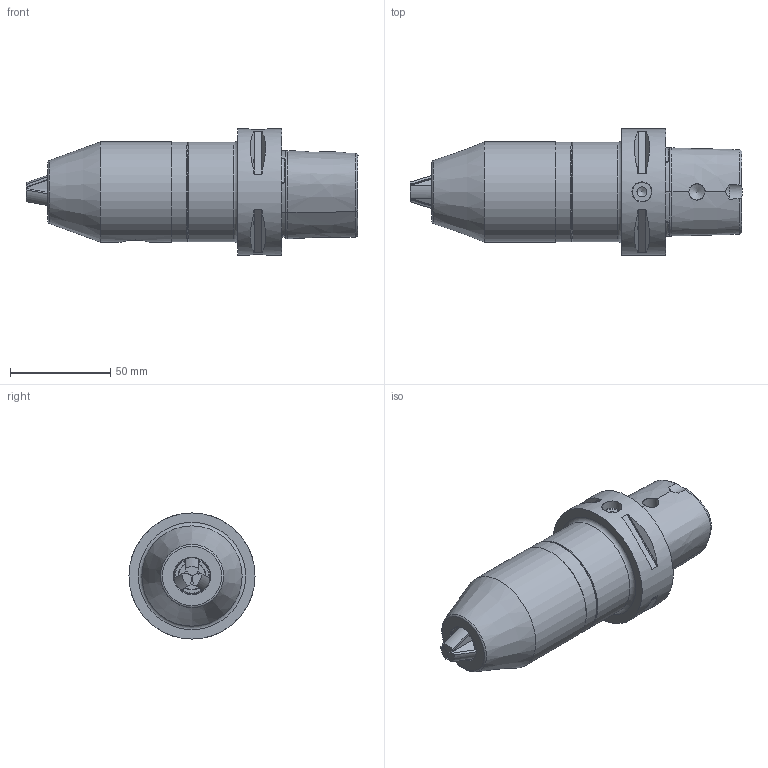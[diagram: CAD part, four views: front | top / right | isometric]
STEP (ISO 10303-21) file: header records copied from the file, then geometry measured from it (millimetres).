
FILE_DESCRIPTION(/* description */ (''),/* implementation_level */ '2;1');
FILE_NAME(/* name */ 'C6.15.13_Detail.stp',/* time_stamp */ '2023-03-28T09:24:49+02:00',/* author */ ('cad'),/* organization */ (''),/* preprocessor_version */ 'ST-DEVELOPER v18.1',/* originating_system */ 'Autodesk Inventor 2021',/* authorisation */ '');
FILE_SCHEMA (('AUTOMOTIVE_DESIGN { 1 0 10303 214 3 1 1 }'));
Length unit declared in the file: millimetre
Products named in the file (12): C6.15.13 ; 06_13_K; 1331402D------; 1331402-01F-; 1331402-0200H; 1331503-03B; 1331402-04D; 1331402-05C; 1331402-06F; 1331402-08B; SB01-8001; 1332401-103E
Assembly tree (13 placements, depth 3):
  C6.15.13 
    06_13_K
    1331402D------
      1331402-01F-
      1331402-0200H
      1331503-03B
      1331402-04D
      1331402-05C
      1331402-06F
      1331402-08B
      1332401-103E  x3
      SB01-8001
Bounding box: 165.98 x 63 x 63 mm (x, y, z)
Volume: 238409.6 mm3; surface area: 76518.5 mm2
Topology: 12 solids, 12 shells, 807 faces, 2354 edges, 1586 vertices
Faces by surface type: plane 313, cylinder 252, cone 164, torus 53, bspline 25
Full cylindrical faces by diameter (mm): 1.5 x2, 2 x6, 3 x2, 5 x3, 8 x2, 8.1 x2, 9 x1, 9.5 x2, 9.8 x2, 10 x1, 10.7 x1, 11.3 x1, 12.3 x1, 14 x2, 14.1 x2, 15 x1, 18.376 x1, 19.4 x1, 19.9 x2, 20 x2, 20.3 x1, 20.5 x1, 21.4 x1, 21.9 x1, 22.1 x1, 28 x2, 32 x1, 33.5 x1, 34.1 x1, 36 x1
Entity records: 35309 total; most frequent: CARTESIAN_POINT 15300, ORIENTED_EDGE 4400, DIRECTION 3963, EDGE_CURVE 2200, AXIS2_PLACEMENT_3D 1709, VERTEX_POINT 1494, EDGE_LOOP 818, FACE_OUTER_BOUND 753
